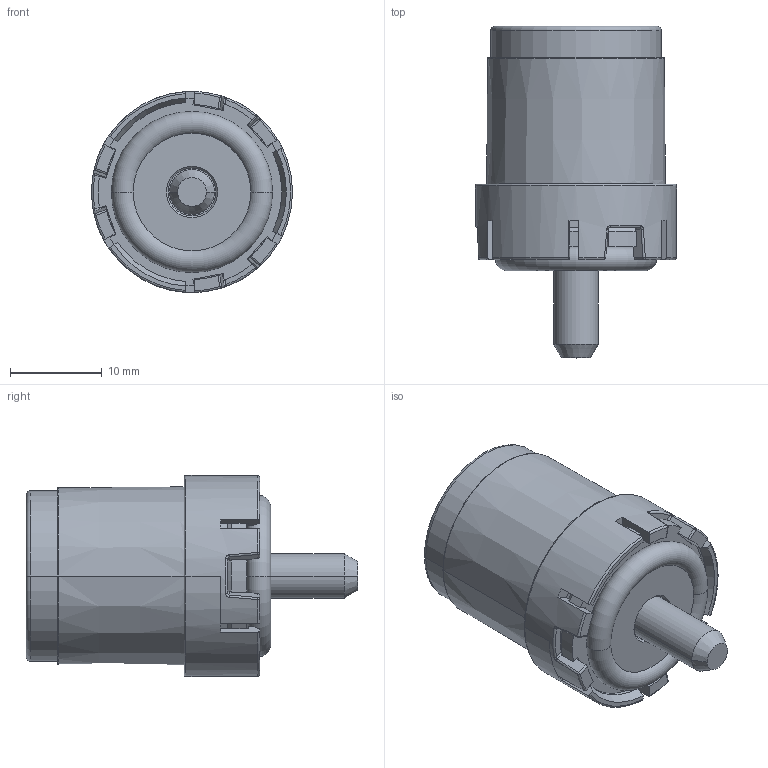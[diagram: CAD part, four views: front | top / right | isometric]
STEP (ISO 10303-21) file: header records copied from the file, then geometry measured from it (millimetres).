
FILE_DESCRIPTION((''),'2;1');
FILE_NAME('31088001502','2020-08-06T',('presta_be4'),(''),'CREO PARAMETRIC BY PTC INC, 2018360','CREO PARAMETRIC BY PTC INC, 2018360','');
FILE_SCHEMA(('CONFIG_CONTROL_DESIGN'));
Products named in the file (1): 31088001502
Bounding box: 21.95 x 36.24 x 21.95 mm (x, y, z)
Volume: 6347.1 mm3; surface area: 6862 mm2
Topology: 2 solids, 2 shells, 2417 faces, 5537 edges, 3201 vertices
Faces by surface type: torus 622, cylinder 530, bspline 420, cone 394, plane 349, sphere 102
Entity records: 93158 total; most frequent: CARTESIAN_POINT 42080, ORIENTED_EDGE 11070, DIRECTION 10462, EDGE_CURVE 5535, AXIS2_PLACEMENT_3D 4657, VERTEX_POINT 3201, CIRCLE 2660, EDGE_LOOP 2504
